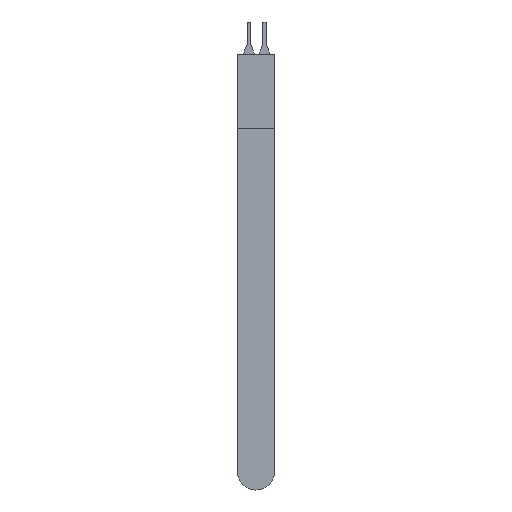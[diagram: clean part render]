
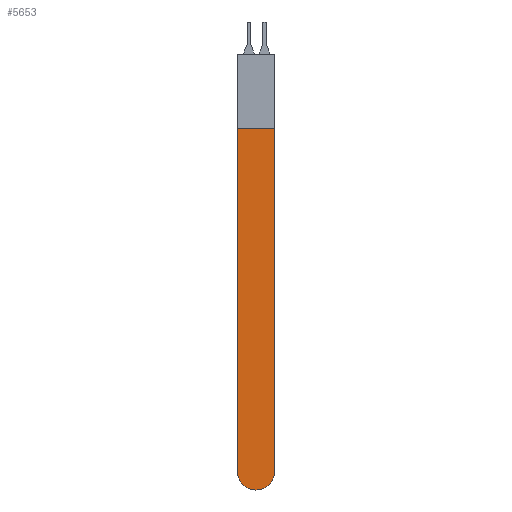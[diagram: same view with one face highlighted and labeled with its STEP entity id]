
A CAD part, front view. The second image highlights one B-rep face of the part: STEP entity #5653.
In plain terms, the highlighted face is planar.
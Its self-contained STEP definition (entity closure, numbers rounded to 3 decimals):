
#193 = ORIENTED_EDGE ( 'NONE', *, *, #8573, .T. ) ;
#225 = ORIENTED_EDGE ( 'NONE', *, *, #7071, .T. ) ;
#663 = CARTESIAN_POINT ( 'NONE',  ( 0., 70.637, 0.305 ) ) ;
#1006 = DIRECTION ( 'NONE',  ( 0., -1., 0. ) ) ;
#1484 = DIRECTION ( 'NONE',  ( 0., 0., 1. ) ) ;
#1797 = AXIS2_PLACEMENT_3D ( 'NONE', #8606, #1484, #6365 ) ;
#1811 = LINE ( 'NONE', #4055, #9512 ) ;
#2328 = FACE_OUTER_BOUND ( 'NONE', #2943, .T. ) ;
#2605 = VERTEX_POINT ( 'NONE', #663 ) ;
#2729 = CARTESIAN_POINT ( 'NONE',  ( -6.35, 12.522, 0.305 ) ) ;
#2943 = EDGE_LOOP ( 'NONE', ( #9422, #225, #8364, #193 ) ) ;
#3518 = DIRECTION ( 'NONE',  ( 1., 0., 0. ) ) ;
#4055 = CARTESIAN_POINT ( 'NONE',  ( -6.35, 70.637, 0.305 ) ) ;
#4168 = EDGE_CURVE ( 'NONE', #2605, #4843, #8149, .T. ) ;
#4377 = CARTESIAN_POINT ( 'NONE',  ( 0., 70.637, 0.305 ) ) ;
#4843 = VERTEX_POINT ( 'NONE', #6273 ) ;
#5542 = CARTESIAN_POINT ( 'NONE',  ( 0., 12.522, 0.305 ) ) ;
#5653 = ADVANCED_FACE ( 'NONE', ( #2328 ), #6340, .T. ) ;
#5940 = AXIS2_PLACEMENT_3D ( 'NONE', #9375, #10291, #9591 ) ;
#5947 = DIRECTION ( 'NONE',  ( 0., 1., 0. ) ) ;
#6000 = LINE ( 'NONE', #4377, #9907 ) ;
#6273 = CARTESIAN_POINT ( 'NONE',  ( -6.35, 70.637, 0.305 ) ) ;
#6340 = PLANE ( 'NONE',  #5940 ) ;
#6365 = DIRECTION ( 'NONE',  ( 1., 0., 0. ) ) ;
#7071 = EDGE_CURVE ( 'NONE', #4843, #7868, #1811, .T. ) ;
#7445 = EDGE_CURVE ( 'NONE', #7868, #8534, #7599, .T. ) ;
#7599 = LINE ( 'NONE', #9851, #8488 ) ;
#7868 = VERTEX_POINT ( 'NONE', #2729 ) ;
#8149 = CIRCLE ( 'NONE', #1797, 3.175 ) ;
#8364 = ORIENTED_EDGE ( 'NONE', *, *, #7445, .T. ) ;
#8488 = VECTOR ( 'NONE', #3518, 1000. ) ;
#8534 = VERTEX_POINT ( 'NONE', #5542 ) ;
#8573 = EDGE_CURVE ( 'NONE', #8534, #2605, #6000, .T. ) ;
#8606 = CARTESIAN_POINT ( 'NONE',  ( -3.175, 70.637, 0.305 ) ) ;
#9375 = CARTESIAN_POINT ( 'NONE',  ( -3.175, 70.637, 0.305 ) ) ;
#9422 = ORIENTED_EDGE ( 'NONE', *, *, #4168, .T. ) ;
#9512 = VECTOR ( 'NONE', #1006, 1000. ) ;
#9591 = DIRECTION ( 'NONE',  ( 1., 0., 0. ) ) ;
#9851 = CARTESIAN_POINT ( 'NONE',  ( 0., 12.522, 0.305 ) ) ;
#9907 = VECTOR ( 'NONE', #5947, 1000. ) ;
#10291 = DIRECTION ( 'NONE',  ( 0., 0., 1. ) ) ;
